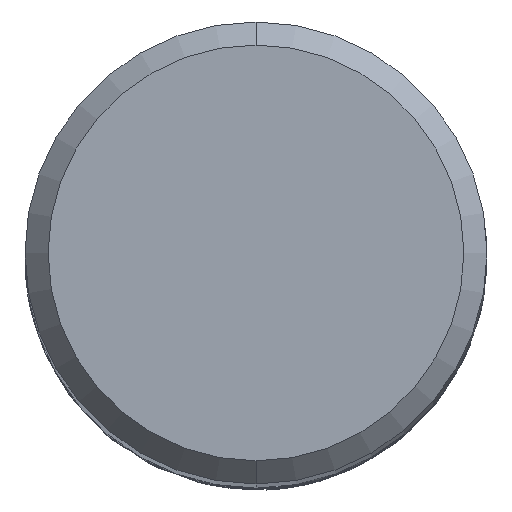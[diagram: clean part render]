
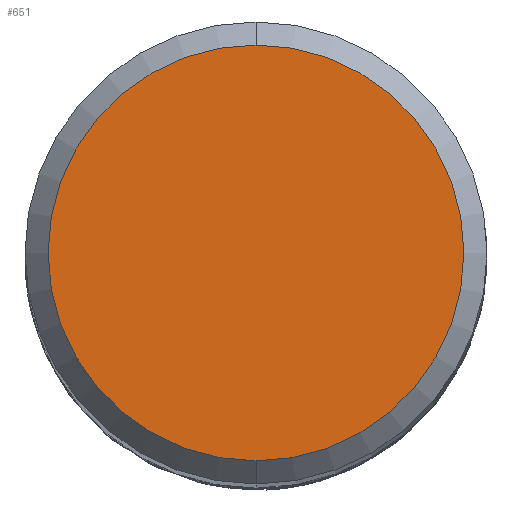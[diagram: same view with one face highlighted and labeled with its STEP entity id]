
A CAD part, top view. The second image highlights one B-rep face of the part: STEP entity #651.
In plain terms, the highlighted planar face has unit normal (0, 0, 1).
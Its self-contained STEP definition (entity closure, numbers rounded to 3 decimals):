
#619=VERTEX_POINT('',#1795);
#651=ADVANCED_FACE('',(#1829),#1830,.T.);
#731=VERTEX_POINT('',#1918);
#1145=EDGE_CURVE('',#619,#731,#2368,.T.);
#1691=EDGE_CURVE('',#731,#619,#2965,.T.);
#1795=CARTESIAN_POINT('',(0.,-3.6,0.0));
#1829=FACE_OUTER_BOUND('',#3229,.T.);
#1830=PLANE('',#3230);
#1918=CARTESIAN_POINT('',(0.0,3.6,0.0));
#2368=CIRCLE('',#10641,3.6);
#2965=CIRCLE('',#15572,3.6);
#3229=EDGE_LOOP('',(#16733,#16734));
#3230=AXIS2_PLACEMENT_3D('',#16735,#16736,#16737);
#10641=AXIS2_PLACEMENT_3D('',#17239,#17240,#17241);
#15572=AXIS2_PLACEMENT_3D('',#17856,#17857,#17858);
#16733=ORIENTED_EDGE('',*,*,#1691,.F.);
#16734=ORIENTED_EDGE('',*,*,#1145,.F.);
#16735=CARTESIAN_POINT('',(0.0,1.8,0.0));
#16736=DIRECTION('',(-0.0,0.0,1.0));
#16737=DIRECTION('',(0.0,-1.0,0.0));
#17239=CARTESIAN_POINT('',(0.0,0.0,0.0));
#17240=DIRECTION('',(0.0,0.0,-1.0));
#17241=DIRECTION('',(0.0,1.0,0.0));
#17856=CARTESIAN_POINT('',(0.0,0.0,0.0));
#17857=DIRECTION('',(0.0,0.0,-1.0));
#17858=DIRECTION('',(0.0,1.0,0.0));
